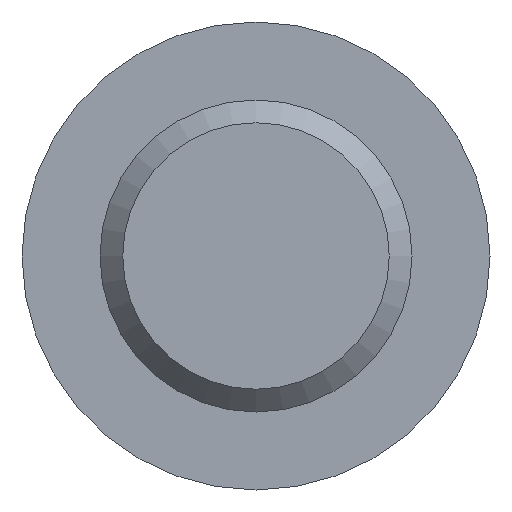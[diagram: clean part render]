
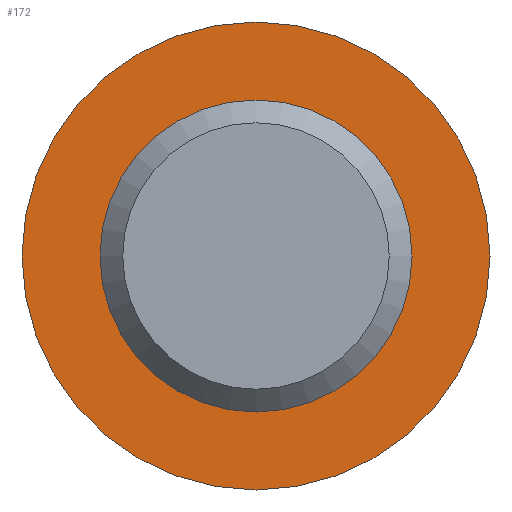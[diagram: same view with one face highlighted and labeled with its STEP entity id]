
A CAD part, front view. The second image highlights one B-rep face of the part: STEP entity #172.
In plain terms, the highlighted planar face has unit normal (0, -1, 0).
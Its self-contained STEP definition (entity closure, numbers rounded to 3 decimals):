
#17 = FACE_BOUND ( 'NONE', #71, .T. ) ;
#22 = CIRCLE ( 'NONE', #358, 6. ) ;
#54 = EDGE_CURVE ( 'NONE', #108, #108, #22, .T. ) ;
#64 = DIRECTION ( 'NONE',  ( 0., 0., -1. ) ) ;
#71 = EDGE_LOOP ( 'NONE', ( #156 ) ) ;
#108 = VERTEX_POINT ( 'NONE', #541 ) ;
#147 = VERTEX_POINT ( 'NONE', #419 ) ;
#156 = ORIENTED_EDGE ( 'NONE', *, *, #54, .F. ) ;
#162 = DIRECTION ( 'NONE',  ( 0., 0., 1. ) ) ;
#172 = ADVANCED_FACE ( 'NONE', ( #17, #391 ), #494, .F. ) ;
#179 = CARTESIAN_POINT ( 'NONE',  ( 0., 25., 0. ) ) ;
#183 = AXIS2_PLACEMENT_3D ( 'NONE', #271, #545, #162 ) ;
#229 = DIRECTION ( 'NONE',  ( 0., 0., -1. ) ) ;
#233 = EDGE_CURVE ( 'NONE', #147, #147, #249, .T. ) ;
#249 = CIRCLE ( 'NONE', #319, 9. ) ;
#268 = ORIENTED_EDGE ( 'NONE', *, *, #233, .T. ) ;
#271 = CARTESIAN_POINT ( 'NONE',  ( -6., 25., 0. ) ) ;
#279 = DIRECTION ( 'NONE',  ( 0., -1., 0. ) ) ;
#313 = DIRECTION ( 'NONE',  ( 0., -1., 0. ) ) ;
#319 = AXIS2_PLACEMENT_3D ( 'NONE', #548, #313, #64 ) ;
#358 = AXIS2_PLACEMENT_3D ( 'NONE', #179, #279, #229 ) ;
#391 = FACE_OUTER_BOUND ( 'NONE', #518, .T. ) ;
#419 = CARTESIAN_POINT ( 'NONE',  ( 0., 25., -9. ) ) ;
#494 = PLANE ( 'NONE',  #183 ) ;
#518 = EDGE_LOOP ( 'NONE', ( #268 ) ) ;
#541 = CARTESIAN_POINT ( 'NONE',  ( 0., 25., -6. ) ) ;
#545 = DIRECTION ( 'NONE',  ( 0., 1., 0. ) ) ;
#548 = CARTESIAN_POINT ( 'NONE',  ( 0., 25., 0. ) ) ;
